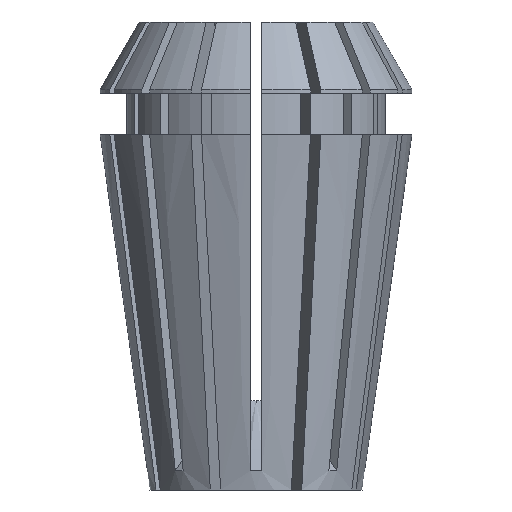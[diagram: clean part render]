
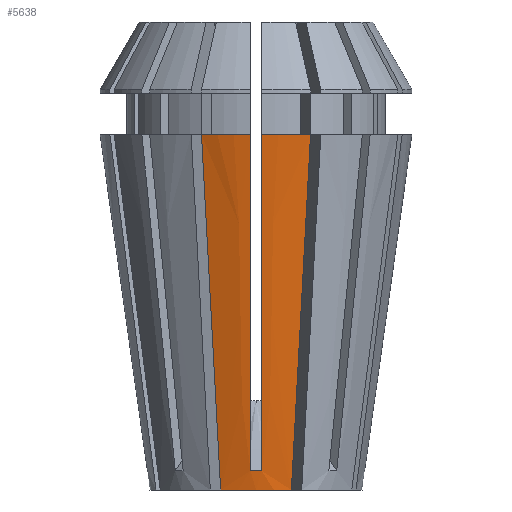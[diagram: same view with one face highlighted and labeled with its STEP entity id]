
A CAD part, left-side view. The second image highlights one B-rep face of the part: STEP entity #5638.
In plain terms, the highlighted conical face has half-angle 8 degrees and reference radius 7.141 mm.
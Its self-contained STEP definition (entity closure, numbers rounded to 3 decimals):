
#27 = VERTEX_POINT ( 'NONE', #2305 ) ;
#33 = CARTESIAN_POINT ( 'NONE',  ( -7.466, 2.687, 5.645 ) ) ;
#175 = EDGE_CURVE ( 'NONE', #27, #1163, #5591, .T. ) ;
#246 = B_SPLINE_CURVE_WITH_KNOTS ( 'NONE', 3,
 ( #5010, #777, #3733, #3815, #4205, #3336, #4619, #1201, #4245, #1548 ),
 .UNSPECIFIED., .F., .F.,
 ( 4, 3, 3, 4 ),
 ( 0.044, 0.052, 0.065, 0.067 ),
 .UNSPECIFIED. ) ;
#307 = EDGE_CURVE ( 'NONE', #2956, #4102, #1089, .T. ) ;
#373 = CARTESIAN_POINT ( 'NONE',  ( -8.257, -3.014, 11.73 ) ) ;
#410 = CARTESIAN_POINT ( 'NONE',  ( -9.838, 3.669, 23.9 ) ) ;
#438 = B_SPLINE_CURVE_WITH_KNOTS ( 'NONE', 3,
 ( #2088, #4800, #4456, #4869 ),
 .UNSPECIFIED., .F., .F.,
 ( 4, 4 ),
 ( 0., 0.001 ),
 .UNSPECIFIED. ) ;
#443 = CARTESIAN_POINT ( 'NONE',  ( -7.314, 0.375, 1.296 ) ) ;
#458 = CARTESIAN_POINT ( 'NONE',  ( 0., 0., 23.9 ) ) ;
#471 = ORIENTED_EDGE ( 'NONE', *, *, #3661, .T. ) ;
#484 = CARTESIAN_POINT ( 'NONE',  ( -10.494, 0.375, 23.9 ) ) ;
#515 = CARTESIAN_POINT ( 'NONE',  ( 0., 0., 0. ) ) ;
#759 = VERTEX_POINT ( 'NONE', #4026 ) ;
#764 = DIRECTION ( 'NONE',  ( 1., 0., 0. ) ) ;
#777 = CARTESIAN_POINT ( 'NONE',  ( -10.134, -0.375, 21.342 ) ) ;
#854 = DIRECTION ( 'NONE',  ( -1., 0., 0. ) ) ;
#891 = DIRECTION ( 'NONE',  ( 0., 0., -1. ) ) ;
#910 = DIRECTION ( 'NONE',  ( -1., 0., 0. ) ) ;
#1079 = CARTESIAN_POINT ( 'NONE',  ( -6.732, 2.383, 0. ) ) ;
#1089 = CIRCLE ( 'NONE', #4700, 10.5 ) ;
#1163 = VERTEX_POINT ( 'NONE', #5583 ) ;
#1201 = CARTESIAN_POINT ( 'NONE',  ( -7.48, -0.375, 2.474 ) ) ;
#1260 = EDGE_CURVE ( 'NONE', #27, #2019, #2850, .T. ) ;
#1329 = DIRECTION ( 'NONE',  ( 0., 0., -1. ) ) ;
#1362 = DIRECTION ( 'NONE',  ( -1., 0., 0. ) ) ;
#1466 = CARTESIAN_POINT ( 'NONE',  ( -6.732, -2.383, 0. ) ) ;
#1548 = CARTESIAN_POINT ( 'NONE',  ( -7.314, -0.375, 1.296 ) ) ;
#1633 = EDGE_LOOP ( 'NONE', ( #5390, #1757, #5019, #2254, #4235, #471, #2628, #1980 ) ) ;
#1757 = ORIENTED_EDGE ( 'NONE', *, *, #2503, .T. ) ;
#1830 = B_SPLINE_CURVE_WITH_KNOTS ( 'NONE', 3,
 ( #410, #5232, #2622, #33, #3894, #4376, #5254 ),
 .UNSPECIFIED., .F., .F.,
 ( 4, 3, 4 ),
 ( 0., 0.018, 0.024 ),
 .UNSPECIFIED. ) ;
#1845 = VERTEX_POINT ( 'NONE', #443 ) ;
#1858 = CARTESIAN_POINT ( 'NONE',  ( -6.977, -2.484, 1.882 ) ) ;
#1954 = CARTESIAN_POINT ( 'NONE',  ( -7.48, 0.375, 2.474 ) ) ;
#1980 = ORIENTED_EDGE ( 'NONE', *, *, #5405, .F. ) ;
#2019 = VERTEX_POINT ( 'NONE', #3082 ) ;
#2044 = CARTESIAN_POINT ( 'NONE',  ( -9.838, 3.669, 23.9 ) ) ;
#2078 = CARTESIAN_POINT ( 'NONE',  ( -9.838, -3.669, 23.9 ) ) ;
#2088 = CARTESIAN_POINT ( 'NONE',  ( -7.314, 0.375, 1.296 ) ) ;
#2162 = CONICAL_SURFACE ( 'NONE', #3214, 7.141, 0.14 ) ;
#2254 = ORIENTED_EDGE ( 'NONE', *, *, #175, .F. ) ;
#2305 = CARTESIAN_POINT ( 'NONE',  ( -9.838, -3.669, 23.9 ) ) ;
#2319 = EDGE_CURVE ( 'NONE', #1845, #759, #438, .T. ) ;
#2326 = CARTESIAN_POINT ( 'NONE',  ( -8.797, 0.375, 11.839 ) ) ;
#2503 = EDGE_CURVE ( 'NONE', #4102, #2592, #1830, .T. ) ;
#2572 = DIRECTION ( 'NONE',  ( 0., 0., 1. ) ) ;
#2576 = FACE_OUTER_BOUND ( 'NONE', #1633, .T. ) ;
#2592 = VERTEX_POINT ( 'NONE', #1079 ) ;
#2622 = CARTESIAN_POINT ( 'NONE',  ( -8.257, 3.014, 11.73 ) ) ;
#2628 = ORIENTED_EDGE ( 'NONE', *, *, #2319, .F. ) ;
#2686 = B_SPLINE_CURVE_WITH_KNOTS ( 'NONE', 3,
 ( #2830, #3608, #5399, #4932, #2326, #4975, #4496, #1954, #3212, #4478 ),
 .UNSPECIFIED., .F., .F.,
 ( 4, 3, 3, 4 ),
 ( 0.044, 0.052, 0.065, 0.067 ),
 .UNSPECIFIED. ) ;
#2830 = CARTESIAN_POINT ( 'NONE',  ( -10.494, 0.375, 23.9 ) ) ;
#2850 = CIRCLE ( 'NONE', #5170, 10.5 ) ;
#2950 = CIRCLE ( 'NONE', #3973, 7.141 ) ;
#2956 = VERTEX_POINT ( 'NONE', #484 ) ;
#3082 = CARTESIAN_POINT ( 'NONE',  ( -10.494, -0.375, 23.9 ) ) ;
#3212 = CARTESIAN_POINT ( 'NONE',  ( -7.397, 0.375, 1.885 ) ) ;
#3214 = AXIS2_PLACEMENT_3D ( 'NONE', #4723, #2572, #764 ) ;
#3217 = CARTESIAN_POINT ( 'NONE',  ( -7.466, -2.687, 5.645 ) ) ;
#3336 = CARTESIAN_POINT ( 'NONE',  ( -8.18, -0.375, 7.451 ) ) ;
#3451 = CARTESIAN_POINT ( 'NONE',  ( -9.048, -3.342, 17.815 ) ) ;
#3528 = CARTESIAN_POINT ( 'NONE',  ( 0., 0., 23.9 ) ) ;
#3608 = CARTESIAN_POINT ( 'NONE',  ( -10.134, 0.375, 21.342 ) ) ;
#3611 = CARTESIAN_POINT ( 'NONE',  ( -7.221, -2.585, 3.763 ) ) ;
#3661 = EDGE_CURVE ( 'NONE', #2019, #759, #246, .T. ) ;
#3733 = CARTESIAN_POINT ( 'NONE',  ( -9.774, -0.375, 18.785 ) ) ;
#3815 = CARTESIAN_POINT ( 'NONE',  ( -9.415, -0.375, 16.227 ) ) ;
#3894 = CARTESIAN_POINT ( 'NONE',  ( -7.221, 2.585, 3.763 ) ) ;
#3973 = AXIS2_PLACEMENT_3D ( 'NONE', #515, #4808, #1362 ) ;
#4026 = CARTESIAN_POINT ( 'NONE',  ( -7.314, -0.375, 1.296 ) ) ;
#4102 = VERTEX_POINT ( 'NONE', #2044 ) ;
#4205 = CARTESIAN_POINT ( 'NONE',  ( -8.797, -0.375, 11.839 ) ) ;
#4235 = ORIENTED_EDGE ( 'NONE', *, *, #1260, .T. ) ;
#4245 = CARTESIAN_POINT ( 'NONE',  ( -7.397, -0.375, 1.885 ) ) ;
#4376 = CARTESIAN_POINT ( 'NONE',  ( -6.977, 2.484, 1.882 ) ) ;
#4456 = CARTESIAN_POINT ( 'NONE',  ( -7.325, -0.125, 1.285 ) ) ;
#4478 = CARTESIAN_POINT ( 'NONE',  ( -7.314, 0.375, 1.296 ) ) ;
#4496 = CARTESIAN_POINT ( 'NONE',  ( -7.563, 0.375, 3.063 ) ) ;
#4619 = CARTESIAN_POINT ( 'NONE',  ( -7.563, -0.375, 3.063 ) ) ;
#4700 = AXIS2_PLACEMENT_3D ( 'NONE', #458, #891, #910 ) ;
#4723 = CARTESIAN_POINT ( 'NONE',  ( 0., 0., 0. ) ) ;
#4730 = EDGE_CURVE ( 'NONE', #1163, #2592, #2950, .T. ) ;
#4800 = CARTESIAN_POINT ( 'NONE',  ( -7.325, 0.125, 1.285 ) ) ;
#4808 = DIRECTION ( 'NONE',  ( 0., 0., -1. ) ) ;
#4869 = CARTESIAN_POINT ( 'NONE',  ( -7.314, -0.375, 1.296 ) ) ;
#4932 = CARTESIAN_POINT ( 'NONE',  ( -9.415, 0.375, 16.227 ) ) ;
#4975 = CARTESIAN_POINT ( 'NONE',  ( -8.18, 0.375, 7.451 ) ) ;
#5010 = CARTESIAN_POINT ( 'NONE',  ( -10.494, -0.375, 23.9 ) ) ;
#5019 = ORIENTED_EDGE ( 'NONE', *, *, #4730, .F. ) ;
#5170 = AXIS2_PLACEMENT_3D ( 'NONE', #3528, #1329, #854 ) ;
#5232 = CARTESIAN_POINT ( 'NONE',  ( -9.048, 3.342, 17.815 ) ) ;
#5254 = CARTESIAN_POINT ( 'NONE',  ( -6.732, 2.383, 0. ) ) ;
#5390 = ORIENTED_EDGE ( 'NONE', *, *, #307, .T. ) ;
#5399 = CARTESIAN_POINT ( 'NONE',  ( -9.774, 0.375, 18.785 ) ) ;
#5405 = EDGE_CURVE ( 'NONE', #2956, #1845, #2686, .T. ) ;
#5583 = CARTESIAN_POINT ( 'NONE',  ( -6.732, -2.383, 0. ) ) ;
#5591 = B_SPLINE_CURVE_WITH_KNOTS ( 'NONE', 3,
 ( #2078, #3451, #373, #3217, #3611, #1858, #1466 ),
 .UNSPECIFIED., .F., .F.,
 ( 4, 3, 4 ),
 ( 0., 0.018, 0.024 ),
 .UNSPECIFIED. ) ;
#5638 = ADVANCED_FACE ( 'NONE', ( #2576 ), #2162, .T. ) ;
